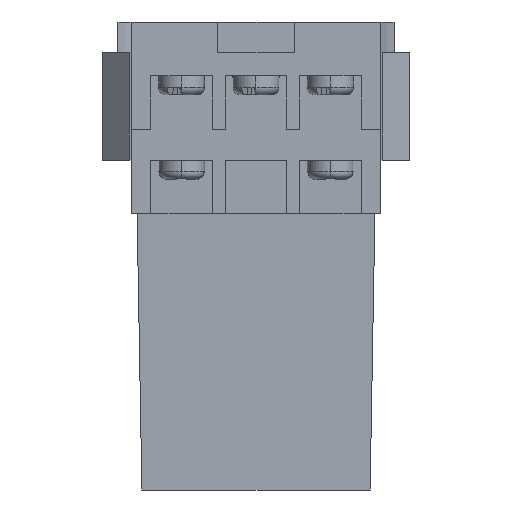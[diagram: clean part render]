
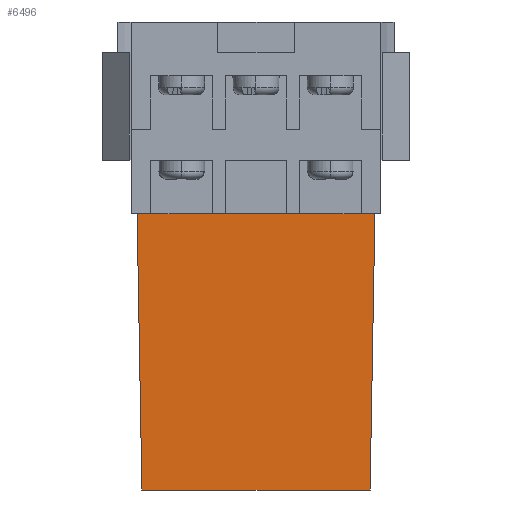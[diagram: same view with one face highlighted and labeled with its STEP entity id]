
A CAD part, left-side view. The second image highlights one B-rep face of the part: STEP entity #6496.
In plain terms, the highlighted planar face has unit normal (-1, 0, -0.018).
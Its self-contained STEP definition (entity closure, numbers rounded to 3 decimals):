
#56 = VERTEX_POINT ( 'NONE', #2687 ) ;
#118 = EDGE_CURVE ( 'NONE', #10203, #5681, #3440, .T. ) ;
#312 = CARTESIAN_POINT ( 'NONE',  ( -13.5, 15.5, 0. ) ) ;
#426 = ORIENTED_EDGE ( 'NONE', *, *, #10711, .T. ) ;
#618 = EDGE_CURVE ( 'NONE', #56, #3721, #10455, .T. ) ;
#815 = DIRECTION ( 'NONE',  ( 0., 1., 0. ) ) ;
#869 = ORIENTED_EDGE ( 'NONE', *, *, #4134, .F. ) ;
#1199 = AXIS2_PLACEMENT_3D ( 'NONE', #312, #2072, #8106 ) ;
#2072 = DIRECTION ( 'NONE',  ( -1., 0., -0.017 ) ) ;
#2298 = EDGE_LOOP ( 'NONE', ( #7226, #869, #4003, #426 ) ) ;
#2687 = CARTESIAN_POINT ( 'NONE',  ( -13.5, -15.5, 0. ) ) ;
#2950 = DIRECTION ( 'NONE',  ( 0., 1., 0. ) ) ;
#3082 = LINE ( 'NONE', #4787, #6854 ) ;
#3163 = CARTESIAN_POINT ( 'NONE',  ( -12.872, 14.872, -36. ) ) ;
#3440 = LINE ( 'NONE', #8006, #6551 ) ;
#3503 = LINE ( 'NONE', #6581, #8482 ) ;
#3721 = VERTEX_POINT ( 'NONE', #9110 ) ;
#4003 = ORIENTED_EDGE ( 'NONE', *, *, #118, .F. ) ;
#4134 = EDGE_CURVE ( 'NONE', #5681, #3721, #3503, .T. ) ;
#4787 = CARTESIAN_POINT ( 'NONE',  ( -13.491, -15.491, -0.541 ) ) ;
#5681 = VERTEX_POINT ( 'NONE', #3163 ) ;
#6496 = ADVANCED_FACE ( 'NONE', ( #8477 ), #10619, .T. ) ;
#6503 = DIRECTION ( 'NONE',  ( -0.017, -0.017, 1. ) ) ;
#6551 = VECTOR ( 'NONE', #2950, 1000. ) ;
#6581 = CARTESIAN_POINT ( 'NONE',  ( -13.492, 15.492, -0.471 ) ) ;
#6854 = VECTOR ( 'NONE', #6503, 1000. ) ;
#7226 = ORIENTED_EDGE ( 'NONE', *, *, #618, .T. ) ;
#7512 = VECTOR ( 'NONE', #815, 1000. ) ;
#8006 = CARTESIAN_POINT ( 'NONE',  ( -12.872, 15.5, -36. ) ) ;
#8102 = CARTESIAN_POINT ( 'NONE',  ( -12.872, -14.872, -36. ) ) ;
#8106 = DIRECTION ( 'NONE',  ( -0.017, 0., 1. ) ) ;
#8477 = FACE_OUTER_BOUND ( 'NONE', #2298, .T. ) ;
#8482 = VECTOR ( 'NONE', #10209, 1000. ) ;
#9110 = CARTESIAN_POINT ( 'NONE',  ( -13.5, 15.5, 0. ) ) ;
#10203 = VERTEX_POINT ( 'NONE', #8102 ) ;
#10209 = DIRECTION ( 'NONE',  ( -0.017, 0.017, 1. ) ) ;
#10455 = LINE ( 'NONE', #11110, #7512 ) ;
#10619 = PLANE ( 'NONE',  #1199 ) ;
#10711 = EDGE_CURVE ( 'NONE', #10203, #56, #3082, .T. ) ;
#11110 = CARTESIAN_POINT ( 'NONE',  ( -13.5, 15.5, 0. ) ) ;
